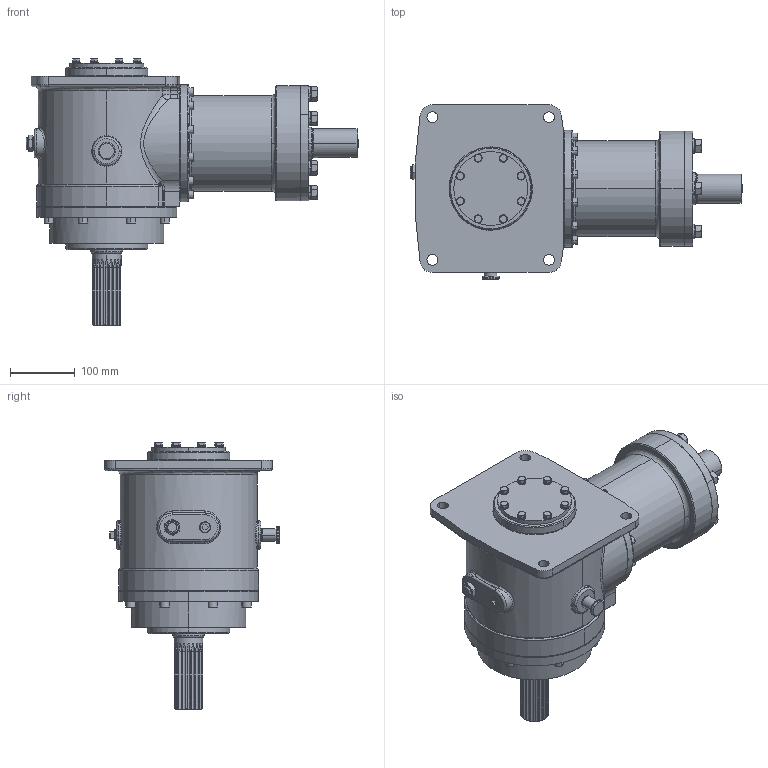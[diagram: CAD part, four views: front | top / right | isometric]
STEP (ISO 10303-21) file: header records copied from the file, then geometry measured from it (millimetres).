
FILE_DESCRIPTION (( 'STEP AP214' ), '1' );
FILE_NAME ('D224R100002.STEP', '2017-10-16T13:25:52', ( 'MikeMihajlovic' ), ( 'Microsoft' ), 'SwSTEP 2.0', 'SolidWorks 2017', '' );
FILE_SCHEMA (( 'AUTOMOTIVE_DESIGN' ));
Length unit declared in the file: inch
Products named in the file (29): D224013; PPSKG_38-18_25; D224001A_ASM; HHCSZ_50-13X1_25_15; RD074002_AF0_1; LWZ_50_22; SHCS_31-18X1_00_3; SHCS_38-16X1_25_5; D224R100002; SG_50NPT-02_6; AV313650_22; D224015; SHK22005_9; SHK22007_9; SHK22020_9; D224002_1; SH224002_1; HHCSZ_38-16X1_25_25; D181011_7; HHCSZ_25-20X_63_2; D181009_3; LWZ_25_2; D224012; D224016; D224014; OS1_937X2_623-2; SH074003_1; PPSQM_38-18_6
Assembly tree (76 placements, depth 3):
  D224R100002
    D224001A_ASM
      D224001A_ASM
      RD074002_AF0_1
    D224013
    SH074003_1
    D224014
    D224012
    D181009_3
    D181011_7
    HHCSZ_38-16X1_25_25  x2
    SH224002_1
    D224002_1
    SHK22020_9
    SHK22007_9  x3
    SHK22005_9  x3
    D224015
    AV313650_22
    SG_50NPT-02_6
    SHCS_38-16X1_25_5  x8
    SHCS_31-18X1_00_3  x12
    LWZ_50_22  x6
    HHCSZ_50-13X1_25_15  x6
    PPSKG_38-18_25
    PPSQM_38-18_6
    OS1_937X2_623-2  x2
    D224016
    LWZ_25_2  x8
    HHCSZ_25-20X_63_2  x8
Bounding box: 512.11 x 268.99 x 411.48 mm (x, y, z)
Volume: 2513481.4 mm3; surface area: 1274227.5 mm2
Topology: 32 solids, 164 shells, 2512 faces, 6201 edges, 3878 vertices
Faces by surface type: cylinder 1235, plane 613, bspline 354, cone 310
Entity records: 70135 total; most frequent: CARTESIAN_POINT 36195, DIRECTION 6925, ORIENTED_EDGE 6542, EDGE_CURVE 3389, AXIS2_PLACEMENT_3D 2906, VERTEX_POINT 2244, EDGE_LOOP 1703, CIRCLE 1688
